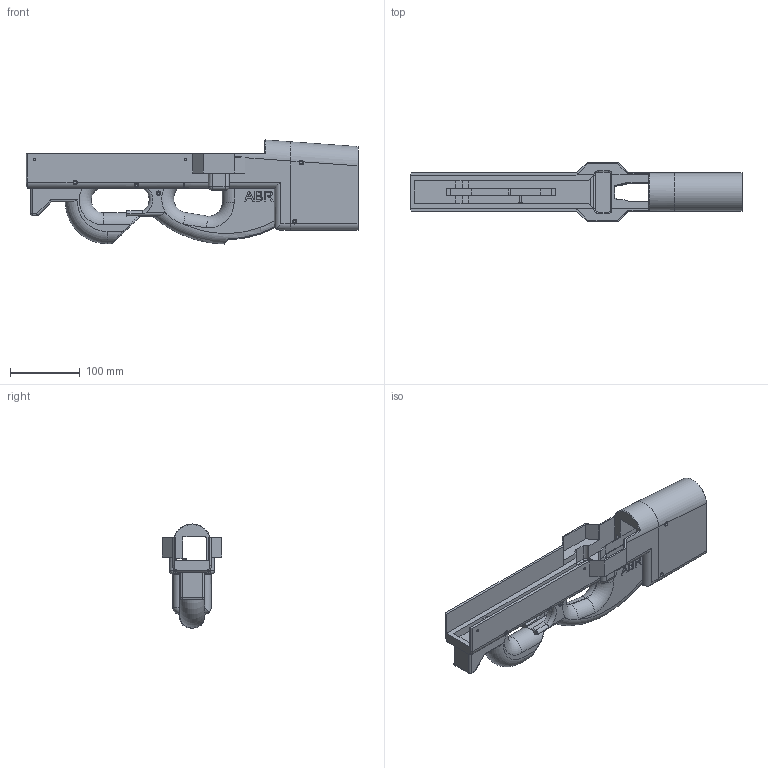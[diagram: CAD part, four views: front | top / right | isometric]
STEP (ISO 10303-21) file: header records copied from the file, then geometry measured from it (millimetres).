
FILE_DESCRIPTION(/* description */ (''),/* implementation_level */ '2;1');
FILE_NAME(/* name */ 'SplitShell.step',/* time_stamp */ '2018-10-22T17:38:53-05:00',/* author */ (''),/* organization */ (''),/* preprocessor_version */ 'ST-DEVELOPER v17.2',/* originating_system */ 'Autodesk Translation Framework v7.6.0.251',/* authorisation */ '');
FILE_SCHEMA (('AUTOMOTIVE_DESIGN { 1 0 10303 214 3 1 1 }'));
Length unit declared in the file: millimetre
Products named in the file (1): Shell
Bounding box: 477 x 85 x 149.46 mm (x, y, z)
Volume: 1039848.8 mm3; surface area: 266354.1 mm2
Topology: 2 solids, 2 shells, 553 faces, 1529 edges, 993 vertices
Faces by surface type: plane 327, bspline 97, cylinder 92, torus 20, sphere 9, cone 8
Full cylindrical faces by diameter (mm): 3 x1, 3.5 x2, 4 x3, 5 x2, 5.2 x2, 5.25 x6, 6.5 x5
Entity records: 19484 total; most frequent: CARTESIAN_POINT 5842, ORIENTED_EDGE 3058, DIRECTION 2436, EDGE_CURVE 1529, LINE 1056, VECTOR 1056, VERTEX_POINT 993, AXIS2_PLACEMENT_3D 690
